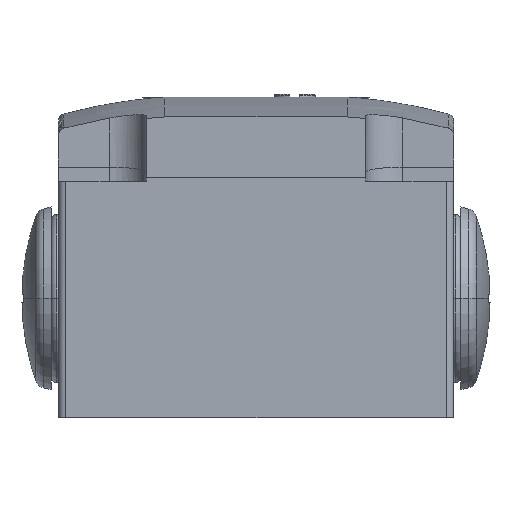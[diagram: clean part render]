
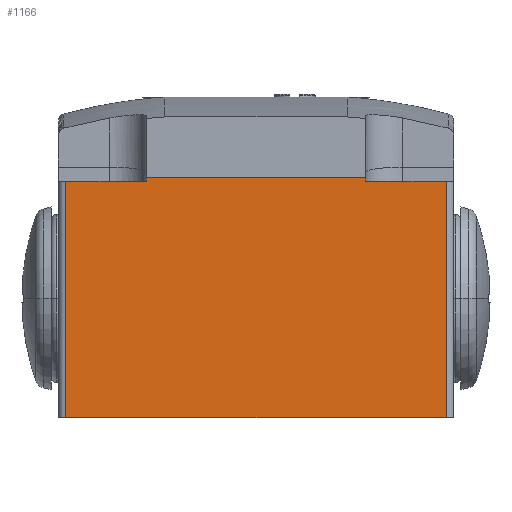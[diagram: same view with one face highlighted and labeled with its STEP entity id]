
A CAD part, front view. The second image highlights one B-rep face of the part: STEP entity #1166.
In plain terms, the highlighted planar face has unit normal (0, -1, 0).
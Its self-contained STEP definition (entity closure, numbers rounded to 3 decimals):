
#1166=ADVANCED_FACE('',(#2362),#2363,.T.);
#2362=FACE_OUTER_BOUND('',#3631,.T.);
#2363=PLANE('',#3632);
#3631=EDGE_LOOP('',(#6819,#6820,#6821,#6822,#6823,#6824,#6825,#6826));
#3632=AXIS2_PLACEMENT_3D('',#6827,#6828,#6829);
#6819=ORIENTED_EDGE('',*,*,#8769,.T.);
#6820=ORIENTED_EDGE('',*,*,#8972,.T.);
#6821=ORIENTED_EDGE('',*,*,#8979,.T.);
#6822=ORIENTED_EDGE('',*,*,#8981,.F.);
#6823=ORIENTED_EDGE('',*,*,#8982,.T.);
#6824=ORIENTED_EDGE('',*,*,#8983,.T.);
#6825=ORIENTED_EDGE('',*,*,#8963,.T.);
#6826=ORIENTED_EDGE('',*,*,#8953,.T.);
#6827=CARTESIAN_POINT('',(31.988,0.,0.0));
#6828=DIRECTION('',(0.0,-1.0,0.0));
#6829=DIRECTION('',(0.0,0.0,1.0));
#8769=EDGE_CURVE('',#10771,#10769,#10772,.T.);
#8953=EDGE_CURVE('',#11033,#10771,#11034,.T.);
#8963=EDGE_CURVE('',#11047,#11033,#11048,.T.);
#8972=EDGE_CURVE('',#10769,#11059,#11061,.T.);
#8979=EDGE_CURVE('',#11059,#11069,#11071,.T.);
#8981=EDGE_CURVE('',#11073,#11069,#11074,.T.);
#8982=EDGE_CURVE('',#11073,#11075,#11076,.T.);
#8983=EDGE_CURVE('',#11075,#11047,#11077,.T.);
#10769=VERTEX_POINT('',#14018);
#10771=VERTEX_POINT('',#14020);
#10772=LINE('',#14021,#14022);
#11033=VERTEX_POINT('',#14433);
#11034=LINE('',#14434,#14435);
#11047=VERTEX_POINT('',#14453);
#11048=LINE('',#14454,#14455);
#11059=VERTEX_POINT('',#14469);
#11061=LINE('',#14472,#14473);
#11069=VERTEX_POINT('',#14484);
#11071=LINE('',#14486,#14487);
#11073=VERTEX_POINT('',#14489);
#11074=LINE('',#14490,#14491);
#11075=VERTEX_POINT('',#14492);
#11076=LINE('',#14493,#14494);
#11077=LINE('',#14495,#14496);
#14018=CARTESIAN_POINT('',(16.988,0.,32.805));
#14020=CARTESIAN_POINT('',(46.988,0.,32.805));
#14021=CARTESIAN_POINT('',(31.988,0.,32.805));
#14022=VECTOR('',#16430,1.0);
#14433=CARTESIAN_POINT('',(46.988,0.,32.3));
#14434=CARTESIAN_POINT('',(46.988,0.,18.65));
#14435=VECTOR('',#16680,1.0);
#14453=CARTESIAN_POINT('',(57.988,0.,32.3));
#14454=CARTESIAN_POINT('',(43.035,0.,32.3));
#14455=VECTOR('',#16689,1.0);
#14469=CARTESIAN_POINT('',(16.988,0.,32.3));
#14472=CARTESIAN_POINT('',(16.988,0.,16.15));
#14473=VECTOR('',#16700,1.0);
#14484=CARTESIAN_POINT('',(5.988,0.,32.3));
#14486=CARTESIAN_POINT('',(20.941,0.,32.3));
#14487=VECTOR('',#16707,1.0);
#14489=CARTESIAN_POINT('',(5.988,0.,0.0));
#14490=CARTESIAN_POINT('',(5.988,0.,0.0));
#14491=VECTOR('',#16708,1.0);
#14492=CARTESIAN_POINT('',(57.988,0.,0.0));
#14493=CARTESIAN_POINT('',(5.988,0.,0.0));
#14494=VECTOR('',#16709,1.0);
#14495=CARTESIAN_POINT('',(57.988,0.,0.0));
#14496=VECTOR('',#16710,1.0);
#16430=DIRECTION('',(-1.0,-0.0,0.0));
#16680=DIRECTION('',(0.0,-0.0,1.0));
#16689=DIRECTION('',(-1.0,0.0,0.0));
#16700=DIRECTION('',(0.0,0.0,-1.0));
#16707=DIRECTION('',(-1.0,-0.0,0.0));
#16708=DIRECTION('',(0.0,0.0,1.0));
#16709=DIRECTION('',(1.0,0.0,0.0));
#16710=DIRECTION('',(0.0,0.0,1.0));
